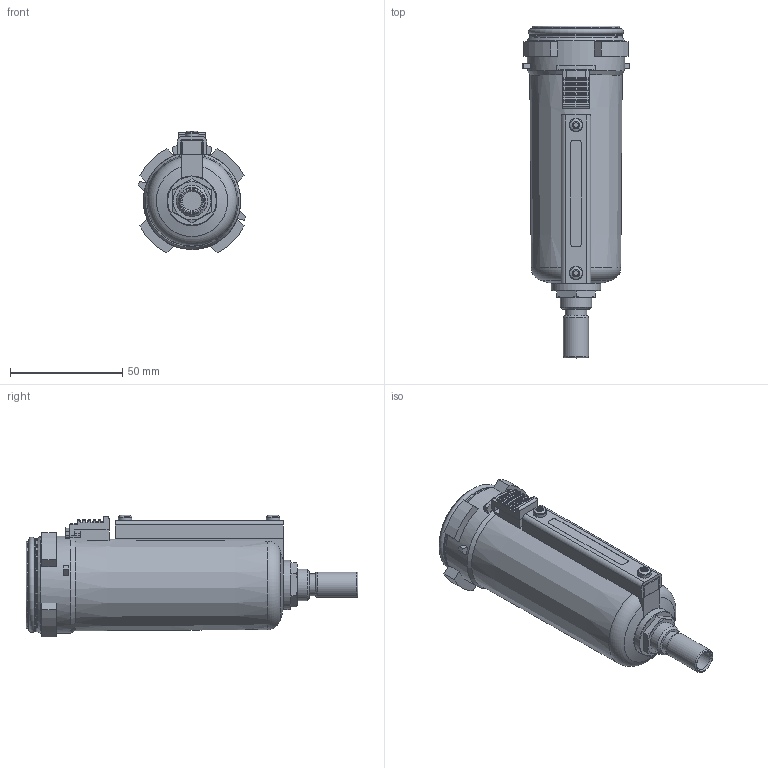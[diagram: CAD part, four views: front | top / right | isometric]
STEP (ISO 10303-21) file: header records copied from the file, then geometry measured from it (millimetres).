
FILE_DESCRIPTION( ( 'STEP AP203' ), ' ' );
FILE_NAME( '90002.0221.stp', '2017-03-10T08:41:44', ( '' ), ( '' ), ' ', 'PARTsolutions', ' ' );
FILE_SCHEMA( ( 'CONFIG_CONTROL_DESIGN' ) );
Length unit declared in the file: millimetre
Products named in the file (5): 90002.0221; _90002.0221_G; _90002.0221_A; _90002.0221_RE; _90002.0221_DIS
Assembly tree (4 placements, depth 2):
  90002.0221
    _90002.0221_G
    _90002.0221_A
    _90002.0221_RE
    _90002.0221_DIS
Bounding box: 47.99 x 148 x 54.3 mm (x, y, z)
Volume: 165666.7 mm3; surface area: 27363 mm2
Topology: 4 solids, 4 shells, 278 faces, 726 edges, 473 vertices
Faces by surface type: plane 142, cylinder 81, torus 39, cone 13, bspline 2, sphere 1
Full cylindrical faces by diameter (mm): 6 x2, 8.566 x1, 9.728 x1, 11.3 x1, 14 x1, 22 x1, 37.9 x2, 39.1 x1, 41.7 x1, 43.4 x1
Entity records: 8886 total; most frequent: CARTESIAN_POINT 2017, DIRECTION 1388, ORIENTED_EDGE 1378, EDGE_CURVE 689, AXIS2_PLACEMENT_3D 508, VERTEX_POINT 469, LINE 372, VECTOR 372
